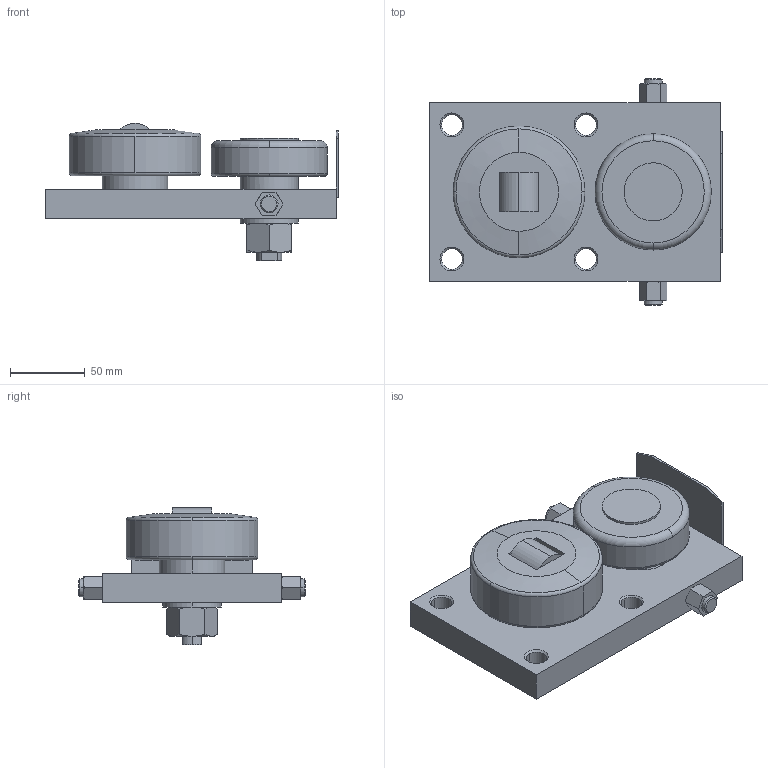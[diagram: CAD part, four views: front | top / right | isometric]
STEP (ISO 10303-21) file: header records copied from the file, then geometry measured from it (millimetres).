
FILE_DESCRIPTION(('STEP AP214'),'1');
FILE_NAME('jc_4_058_d_0.stp','2021-04-02T11:58:54',('TraceParts'),('TraceParts S.A.'),'Spatial InterOp 3D',' ',' ');
FILE_SCHEMA(('AUTOMOTIVE_DESIGN { 1 0 10303 214 1 1 1 1 }'));
Length unit declared in the file: millimetre
Products named in the file (1): jc_4_058_d_0_1
Bounding box: 196.5 x 152 x 92 mm (x, y, z)
Volume: 796470 mm3; surface area: 111718.9 mm2
Topology: 2 solids, 2 shells, 152 faces, 356 edges, 219 vertices
Faces by surface type: plane 56, cone 54, cylinder 34, torus 8
Entity records: 5887 total; most frequent: CARTESIAN_POINT 1185, DIRECTION 755, ORIENTED_EDGE 712, EDGE_CURVE 356, AXIS2_PLACEMENT_3D 301, VERTEX_POINT 219, EDGE_LOOP 177, LINE 153
